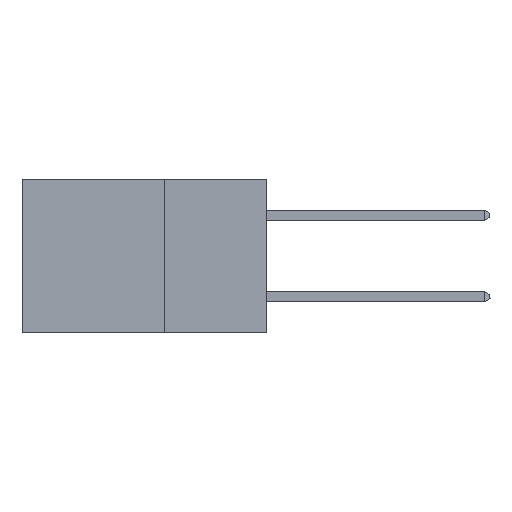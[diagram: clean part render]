
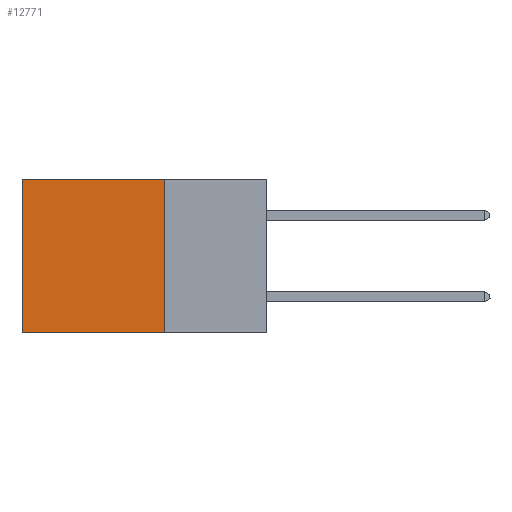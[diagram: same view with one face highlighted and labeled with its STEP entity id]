
A CAD part, left-side view. The second image highlights one B-rep face of the part: STEP entity #12771.
In plain terms, the highlighted planar face has unit normal (-1, 0, 0).
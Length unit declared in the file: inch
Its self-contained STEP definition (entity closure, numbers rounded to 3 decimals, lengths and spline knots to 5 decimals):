
#721 = CARTESIAN_POINT ( 'NONE',  ( 0.2875, 0.6, 0. ) ) ;
#1350 = DIRECTION ( 'NONE',  ( 0., 1., 0. ) ) ;
#1456 = LINE ( 'NONE', #1735, #13785 ) ;
#1735 = CARTESIAN_POINT ( 'NONE',  ( 0.2875, 0.25, -0.375 ) ) ;
#2064 = PLANE ( 'NONE',  #19807 ) ;
#3262 = EDGE_CURVE ( 'NONE', #18517, #5124, #15075, .T. ) ;
#3348 = LINE ( 'NONE', #19296, #9099 ) ;
#3551 = DIRECTION ( 'NONE',  ( 1., 0., 0. ) ) ;
#4815 = EDGE_CURVE ( 'NONE', #16633, #18517, #1456, .T. ) ;
#5124 = VERTEX_POINT ( 'NONE', #13168 ) ;
#6312 = DIRECTION ( 'NONE',  ( 0., 0., -1. ) ) ;
#6693 = CARTESIAN_POINT ( 'NONE',  ( 0.2875, 0.25, -0.375 ) ) ;
#7392 = ORIENTED_EDGE ( 'NONE', *, *, #18862, .T. ) ;
#8057 = VECTOR ( 'NONE', #15377, 39.37008 ) ;
#8495 = LINE ( 'NONE', #17046, #10954 ) ;
#9099 = VECTOR ( 'NONE', #10007, 39.37008 ) ;
#9614 = EDGE_LOOP ( 'NONE', ( #13889, #14783, #18962, #7392 ) ) ;
#9916 = CARTESIAN_POINT ( 'NONE',  ( 0.2875, 0.25, -0.375 ) ) ;
#10007 = DIRECTION ( 'NONE',  ( 0., 0., -1. ) ) ;
#10954 = VECTOR ( 'NONE', #1350, 39.37008 ) ;
#11542 = EDGE_CURVE ( 'NONE', #19189, #5124, #3348, .T. ) ;
#12771 = ADVANCED_FACE ( 'NONE', ( #13567 ), #2064, .F. ) ;
#12849 = DIRECTION ( 'NONE',  ( 0., 0., -1. ) ) ;
#13168 = CARTESIAN_POINT ( 'NONE',  ( 0.2875, 0.6, -0.375 ) ) ;
#13567 = FACE_OUTER_BOUND ( 'NONE', #9614, .T. ) ;
#13785 = VECTOR ( 'NONE', #6312, 39.37008 ) ;
#13889 = ORIENTED_EDGE ( 'NONE', *, *, #11542, .T. ) ;
#14783 = ORIENTED_EDGE ( 'NONE', *, *, #3262, .F. ) ;
#15075 = LINE ( 'NONE', #18406, #8057 ) ;
#15377 = DIRECTION ( 'NONE',  ( 0., 1., 0. ) ) ;
#16633 = VERTEX_POINT ( 'NONE', #17786 ) ;
#17046 = CARTESIAN_POINT ( 'NONE',  ( 0.2875, 0.25, 0. ) ) ;
#17786 = CARTESIAN_POINT ( 'NONE',  ( 0.2875, 0.25, 0. ) ) ;
#18406 = CARTESIAN_POINT ( 'NONE',  ( 0.2875, 0.25, -0.375 ) ) ;
#18517 = VERTEX_POINT ( 'NONE', #6693 ) ;
#18862 = EDGE_CURVE ( 'NONE', #16633, #19189, #8495, .T. ) ;
#18962 = ORIENTED_EDGE ( 'NONE', *, *, #4815, .F. ) ;
#19189 = VERTEX_POINT ( 'NONE', #721 ) ;
#19296 = CARTESIAN_POINT ( 'NONE',  ( 0.2875, 0.6, -0.375 ) ) ;
#19807 = AXIS2_PLACEMENT_3D ( 'NONE', #9916, #3551, #12849 ) ;
